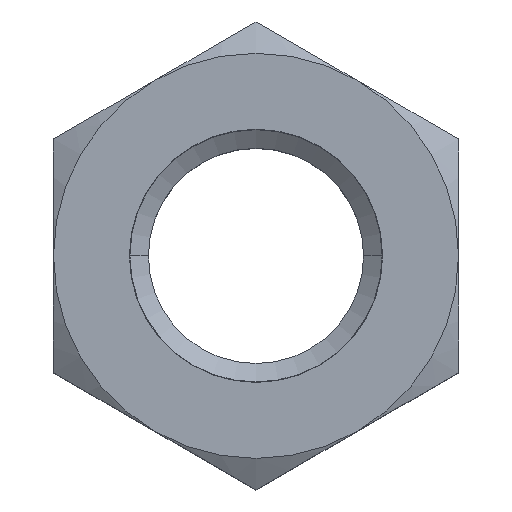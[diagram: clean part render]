
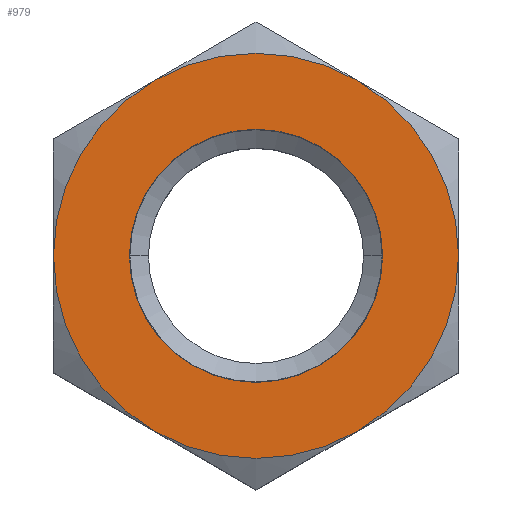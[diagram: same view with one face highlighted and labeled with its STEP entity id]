
A CAD part, top view. The second image highlights one B-rep face of the part: STEP entity #979.
In plain terms, the highlighted planar face has unit normal (0, 0, 1).
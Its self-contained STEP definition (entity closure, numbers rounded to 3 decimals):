
#10 = EDGE_CURVE ( 'NONE', #638, #279, #206, .T. ) ;
#29 = ORIENTED_EDGE ( 'NONE', *, *, #470, .F. ) ;
#65 = DIRECTION ( 'NONE',  ( 0., 0., 1. ) ) ;
#77 = EDGE_CURVE ( 'NONE', #779, #997, #1508, .T. ) ;
#82 = AXIS2_PLACEMENT_3D ( 'NONE', #317, #674, #694 ) ;
#86 = VERTEX_POINT ( 'NONE', #211 ) ;
#102 = ORIENTED_EDGE ( 'NONE', *, *, #469, .T. ) ;
#106 = CARTESIAN_POINT ( 'NONE',  ( 0., 0., 0. ) ) ;
#160 = CARTESIAN_POINT ( 'NONE',  ( 5., 0., 0. ) ) ;
#172 = CIRCLE ( 'NONE', #984, 8. ) ;
#182 = CARTESIAN_POINT ( 'NONE',  ( -4., 6.928, 0. ) ) ;
#194 = DIRECTION ( 'NONE',  ( 0., 0., 1. ) ) ;
#198 = DIRECTION ( 'NONE',  ( 0., 0., 1. ) ) ;
#206 = CIRCLE ( 'NONE', #1563, 8. ) ;
#208 = VERTEX_POINT ( 'NONE', #182 ) ;
#211 = CARTESIAN_POINT ( 'NONE',  ( -5., 0., 0. ) ) ;
#214 = DIRECTION ( 'NONE',  ( 1., 0., 0. ) ) ;
#259 = EDGE_LOOP ( 'NONE', ( #819, #29 ) ) ;
#279 = VERTEX_POINT ( 'NONE', #1451 ) ;
#280 = AXIS2_PLACEMENT_3D ( 'NONE', #666, #194, #416 ) ;
#284 = DIRECTION ( 'NONE',  ( 1., 0., 0. ) ) ;
#299 = ORIENTED_EDGE ( 'NONE', *, *, #77, .T. ) ;
#313 = CARTESIAN_POINT ( 'NONE',  ( -16., 0., 0. ) ) ;
#317 = CARTESIAN_POINT ( 'NONE',  ( 0., 0., 0. ) ) ;
#373 = AXIS2_PLACEMENT_3D ( 'NONE', #313, #198, #688 ) ;
#416 = DIRECTION ( 'NONE',  ( 1., 0., 0. ) ) ;
#457 = CIRCLE ( 'NONE', #1220, 8. ) ;
#461 = DIRECTION ( 'NONE',  ( 0., 0., 1. ) ) ;
#463 = ORIENTED_EDGE ( 'NONE', *, *, #1329, .T. ) ;
#469 = EDGE_CURVE ( 'NONE', #279, #1530, #1225, .T. ) ;
#470 = EDGE_CURVE ( 'NONE', #86, #794, #1372, .T. ) ;
#511 = ORIENTED_EDGE ( 'NONE', *, *, #721, .T. ) ;
#523 = DIRECTION ( 'NONE',  ( 0., 0., 1. ) ) ;
#544 = CARTESIAN_POINT ( 'NONE',  ( 0., 0., 0. ) ) ;
#547 = EDGE_CURVE ( 'NONE', #794, #86, #1376, .T. ) ;
#629 = CARTESIAN_POINT ( 'NONE',  ( -4., -6.928, 0. ) ) ;
#638 = VERTEX_POINT ( 'NONE', #1104 ) ;
#666 = CARTESIAN_POINT ( 'NONE',  ( 0., 0., 0. ) ) ;
#674 = DIRECTION ( 'NONE',  ( 0., 0., 1. ) ) ;
#688 = DIRECTION ( 'NONE',  ( 1., 0., 0. ) ) ;
#690 = AXIS2_PLACEMENT_3D ( 'NONE', #1294, #1424, #919 ) ;
#694 = DIRECTION ( 'NONE',  ( 1., 0., 0. ) ) ;
#721 = EDGE_CURVE ( 'NONE', #997, #638, #457, .T. ) ;
#779 = VERTEX_POINT ( 'NONE', #1276 ) ;
#783 = DIRECTION ( 'NONE',  ( 1., 0., 0. ) ) ;
#794 = VERTEX_POINT ( 'NONE', #160 ) ;
#799 = FACE_BOUND ( 'NONE', #259, .T. ) ;
#819 = ORIENTED_EDGE ( 'NONE', *, *, #547, .F. ) ;
#849 = DIRECTION ( 'NONE',  ( 1., 0., 0. ) ) ;
#919 = DIRECTION ( 'NONE',  ( 1., 0., 0. ) ) ;
#923 = PLANE ( 'NONE',  #373 ) ;
#943 = AXIS2_PLACEMENT_3D ( 'NONE', #1455, #1308, #214 ) ;
#979 = ADVANCED_FACE ( 'NONE', ( #799, #1159 ), #923, .T. ) ;
#984 = AXIS2_PLACEMENT_3D ( 'NONE', #544, #523, #783 ) ;
#997 = VERTEX_POINT ( 'NONE', #629 ) ;
#1037 = CIRCLE ( 'NONE', #1478, 8. ) ;
#1078 = CARTESIAN_POINT ( 'NONE',  ( 0., 0., 0. ) ) ;
#1104 = CARTESIAN_POINT ( 'NONE',  ( 4., -6.928, 0. ) ) ;
#1150 = EDGE_CURVE ( 'NONE', #208, #779, #172, .T. ) ;
#1159 = FACE_OUTER_BOUND ( 'NONE', #1338, .T. ) ;
#1220 = AXIS2_PLACEMENT_3D ( 'NONE', #1526, #65, #284 ) ;
#1225 = CIRCLE ( 'NONE', #82, 8. ) ;
#1276 = CARTESIAN_POINT ( 'NONE',  ( -8., 0., 0. ) ) ;
#1294 = CARTESIAN_POINT ( 'NONE',  ( 0., 0., 0. ) ) ;
#1308 = DIRECTION ( 'NONE',  ( 0., 0., 1. ) ) ;
#1329 = EDGE_CURVE ( 'NONE', #1530, #208, #1037, .T. ) ;
#1338 = EDGE_LOOP ( 'NONE', ( #1480, #102, #463, #1540, #299, #511 ) ) ;
#1364 = CARTESIAN_POINT ( 'NONE',  ( 4., 6.928, 0. ) ) ;
#1372 = CIRCLE ( 'NONE', #280, 5. ) ;
#1376 = CIRCLE ( 'NONE', #690, 5. ) ;
#1424 = DIRECTION ( 'NONE',  ( 0., 0., 1. ) ) ;
#1427 = DIRECTION ( 'NONE',  ( 0., 0., 1. ) ) ;
#1451 = CARTESIAN_POINT ( 'NONE',  ( 8., 0., 0. ) ) ;
#1455 = CARTESIAN_POINT ( 'NONE',  ( 0., 0., 0. ) ) ;
#1478 = AXIS2_PLACEMENT_3D ( 'NONE', #106, #1427, #1524 ) ;
#1480 = ORIENTED_EDGE ( 'NONE', *, *, #10, .T. ) ;
#1508 = CIRCLE ( 'NONE', #943, 8. ) ;
#1524 = DIRECTION ( 'NONE',  ( 1., 0., 0. ) ) ;
#1526 = CARTESIAN_POINT ( 'NONE',  ( 0., 0., 0. ) ) ;
#1530 = VERTEX_POINT ( 'NONE', #1364 ) ;
#1540 = ORIENTED_EDGE ( 'NONE', *, *, #1150, .T. ) ;
#1563 = AXIS2_PLACEMENT_3D ( 'NONE', #1078, #461, #849 ) ;
